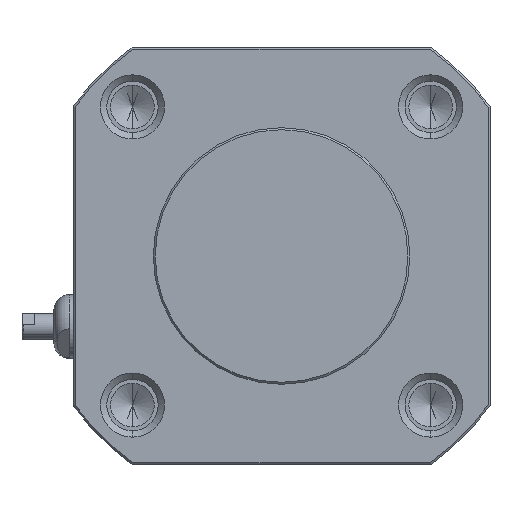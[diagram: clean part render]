
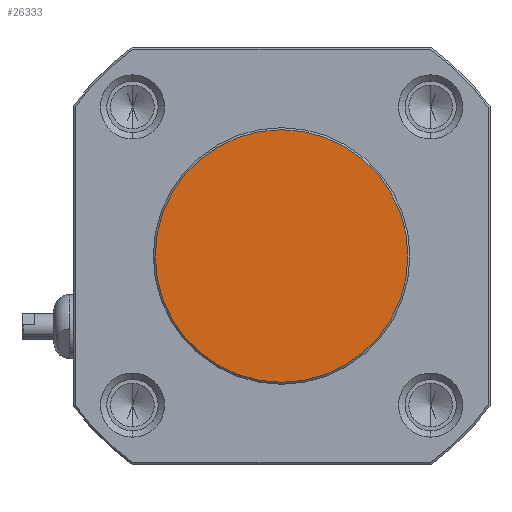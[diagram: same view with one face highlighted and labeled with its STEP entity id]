
A CAD part, left-side view. The second image highlights one B-rep face of the part: STEP entity #26333.
In plain terms, the highlighted planar face has unit normal (-1, 0, 0).
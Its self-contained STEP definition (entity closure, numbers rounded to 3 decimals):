
#850 = DIRECTION ( 'NONE',  ( -1., 0., 0. ) ) ;
#1437 = DIRECTION ( 'NONE',  ( 1., 0., 0. ) ) ;
#1666 = CARTESIAN_POINT ( 'NONE',  ( 0., 0., 0. ) ) ;
#1878 = CARTESIAN_POINT ( 'NONE',  ( 0., 0., 19.7 ) ) ;
#4606 = AXIS2_PLACEMENT_3D ( 'NONE', #27169, #1437, #11774 ) ;
#4702 = DIRECTION ( 'NONE',  ( 0., 0., -1. ) ) ;
#5009 = CARTESIAN_POINT ( 'NONE',  ( 0., 0., -19.7 ) ) ;
#5832 = EDGE_CURVE ( 'NONE', #8074, #25026, #23056, .T. ) ;
#8074 = VERTEX_POINT ( 'NONE', #5009 ) ;
#8469 = AXIS2_PLACEMENT_3D ( 'NONE', #24381, #850, #8969 ) ;
#8969 = DIRECTION ( 'NONE',  ( 0., 0., -1. ) ) ;
#9426 = AXIS2_PLACEMENT_3D ( 'NONE', #1666, #30115, #4702 ) ;
#11774 = DIRECTION ( 'NONE',  ( 0., 0., -1. ) ) ;
#12654 = ORIENTED_EDGE ( 'NONE', *, *, #5832, .T. ) ;
#16843 = FACE_OUTER_BOUND ( 'NONE', #30140, .T. ) ;
#20650 = EDGE_CURVE ( 'NONE', #25026, #8074, #24061, .T. ) ;
#23056 = CIRCLE ( 'NONE', #8469, 19.7 ) ;
#24061 = CIRCLE ( 'NONE', #9426, 19.7 ) ;
#24381 = CARTESIAN_POINT ( 'NONE',  ( 0., 0., 0. ) ) ;
#24633 = PLANE ( 'NONE',  #4606 ) ;
#25026 = VERTEX_POINT ( 'NONE', #1878 ) ;
#25937 = ORIENTED_EDGE ( 'NONE', *, *, #20650, .T. ) ;
#26333 = ADVANCED_FACE ( 'NONE', ( #16843 ), #24633, .F. ) ;
#27169 = CARTESIAN_POINT ( 'NONE',  ( 0., 20., 0. ) ) ;
#30115 = DIRECTION ( 'NONE',  ( -1., 0., 0. ) ) ;
#30140 = EDGE_LOOP ( 'NONE', ( #12654, #25937 ) ) ;
